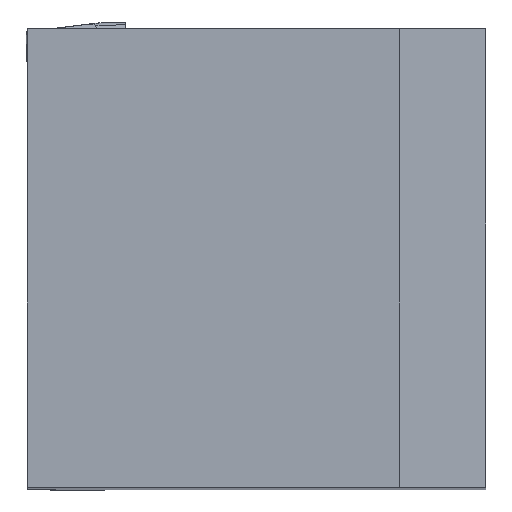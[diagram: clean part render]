
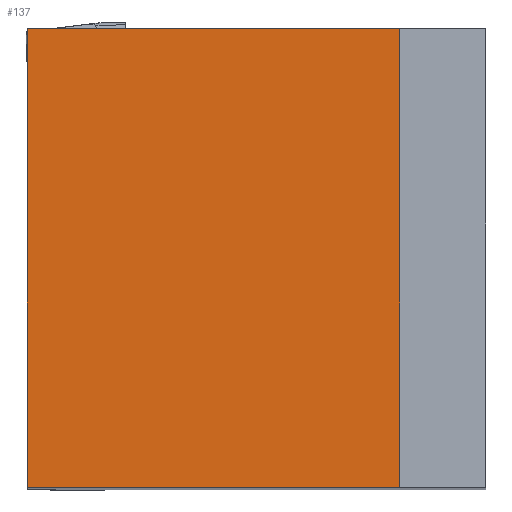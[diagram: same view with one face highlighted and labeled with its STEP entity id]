
A CAD part, top view. The second image highlights one B-rep face of the part: STEP entity #137.
In plain terms, the highlighted planar face has unit normal (0, 0, 1).
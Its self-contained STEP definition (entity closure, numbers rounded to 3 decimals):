
#137=ADVANCED_FACE('',(#208),#176,.F.);
#176=PLANE('',#915);
#208=FACE_OUTER_BOUND('',#243,.T.);
#243=EDGE_LOOP('',(#331,#332,#333,#334));
#331=ORIENTED_EDGE('',*,*,#591,.F.);
#332=ORIENTED_EDGE('',*,*,#594,.F.);
#333=ORIENTED_EDGE('',*,*,#581,.F.);
#334=ORIENTED_EDGE('',*,*,#587,.F.);
#506=VERTEX_POINT('',#1237);
#507=VERTEX_POINT('',#1239);
#511=VERTEX_POINT('',#1249);
#513=VERTEX_POINT('',#1256);
#581=EDGE_CURVE('',#506,#507,#684,.T.);
#587=EDGE_CURVE('',#511,#506,#690,.T.);
#591=EDGE_CURVE('',#513,#511,#694,.T.);
#594=EDGE_CURVE('',#507,#513,#697,.T.);
#684=LINE('',#1238,#772);
#690=LINE('',#1250,#778);
#694=LINE('',#1257,#782);
#697=LINE('',#1262,#785);
#772=VECTOR('',#1009,1.);
#778=VECTOR('',#1017,1.);
#782=VECTOR('',#1023,1.);
#785=VECTOR('',#1030,1.);
#915=AXIS2_PLACEMENT_3D('',#1263,#1031,#1032);
#1009=DIRECTION('',(1.,0.,0.));
#1017=DIRECTION('',(0.,1.,0.));
#1023=DIRECTION('',(-1.,0.,0.));
#1030=DIRECTION('',(0.,-1.,0.));
#1031=DIRECTION('',(0.,0.,-1.));
#1032=DIRECTION('',(1.,0.,0.));
#1237=CARTESIAN_POINT('',(0.,16.,0.));
#1238=CARTESIAN_POINT('',(16.,16.,0.));
#1239=CARTESIAN_POINT('',(13.,16.,0.));
#1249=CARTESIAN_POINT('',(0.,0.,0.));
#1250=CARTESIAN_POINT('',(0.,16.,0.));
#1256=CARTESIAN_POINT('',(13.,0.,0.));
#1257=CARTESIAN_POINT('',(0.,0.,0.));
#1262=CARTESIAN_POINT('',(13.,16.,0.));
#1263=CARTESIAN_POINT('',(16.,16.,0.));
